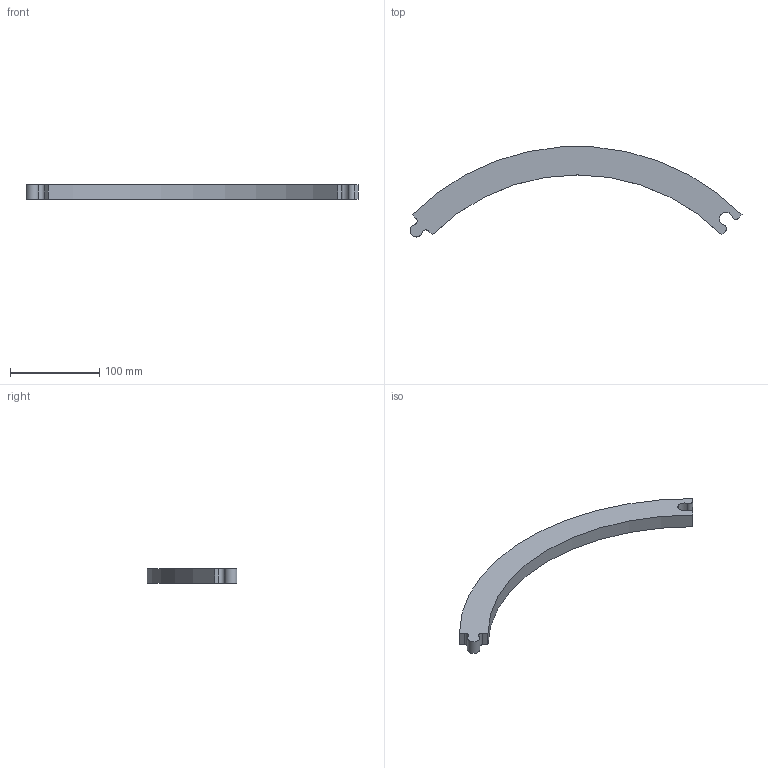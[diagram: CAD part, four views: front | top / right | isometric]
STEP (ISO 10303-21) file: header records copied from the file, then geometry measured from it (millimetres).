
FILE_DESCRIPTION((''),'2;1');
FILE_NAME('PART-4-VOLUME','2026-01-16T15:33:09',('HP'),(''),'CREO PARAMETRIC BY PTC INC, 2020354','CREO PARAMETRIC BY PTC INC, 2020354','');
FILE_SCHEMA(('AP203_CONFIGURATION_CONTROLLED_3D_DESIGN_OF_MECHANICAL_PARTS_AND_ASSEMBLIES_MIM_LF { 1 0 10303 403 2 1 2 }'));
Length unit declared in the file: millimetre
Products named in the file (1): PART-4-VOLUME
Bounding box: 372.7 x 101.01 x 16 mm (x, y, z)
Volume: 197470.8 mm3; surface area: 38907.1 mm2
Topology: 1 solids, 1 shells, 14 faces, 46 edges, 34 vertices
Faces by surface type: cylinder 8, plane 6
Entity records: 844 total; most frequent: COLOUR_RGB 111, DIRECTION 100, CARTESIAN_POINT 96, ORIENTED_EDGE 92, PRESENTATION_STYLE_ASSIGNMENT 47, STYLED_ITEM 47, CURVE_STYLE 46, EDGE_CURVE 46
